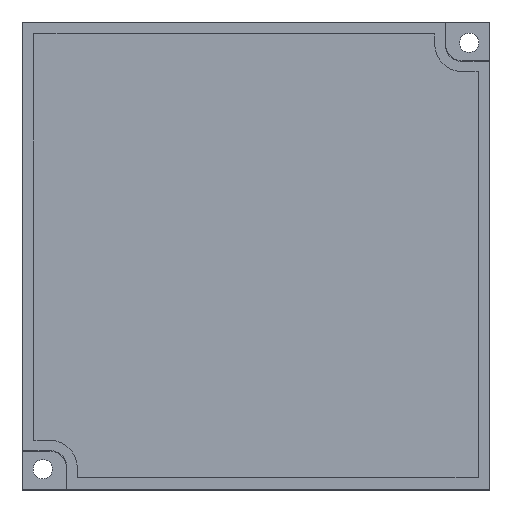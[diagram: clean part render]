
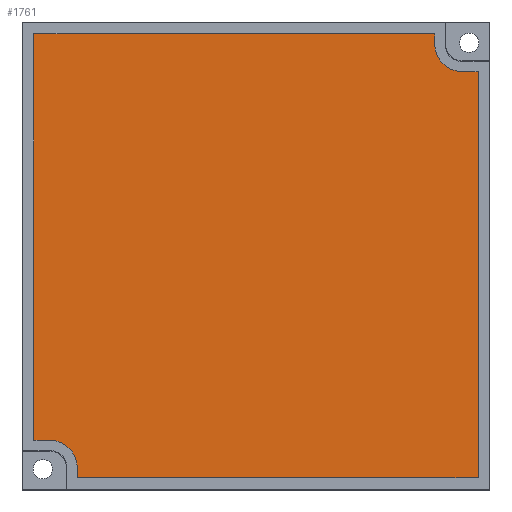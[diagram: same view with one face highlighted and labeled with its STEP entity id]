
A CAD part, top view. The second image highlights one B-rep face of the part: STEP entity #1761.
In plain terms, the highlighted planar face has unit normal (0, 0, 1).
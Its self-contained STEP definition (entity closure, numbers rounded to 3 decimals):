
#452=DIRECTION('',(-1.,0.,0.));
#453=VECTOR('',#452,72.3);
#454=CARTESIAN_POINT('',(32.25,40.05,9.125));
#455=LINE('',#454,#453);
#456=DIRECTION('',(0.,1.,0.));
#457=VECTOR('',#456,2.3);
#458=CARTESIAN_POINT('',(32.25,37.75,9.125));
#459=LINE('',#458,#457);
#460=CARTESIAN_POINT('',(37.273,38.273,9.125));
#461=DIRECTION('',(0.,0.,1.));
#462=DIRECTION('',(-0.995,-0.104,0.));
#463=AXIS2_PLACEMENT_3D('',#460,#461,#462);
#465=DIRECTION('',(-1.,0.,0.));
#466=VECTOR('',#465,3.3);
#467=CARTESIAN_POINT('',(40.05,33.25,9.125));
#468=LINE('',#467,#466);
#469=DIRECTION('',(0.,1.,0.));
#470=VECTOR('',#469,73.3);
#471=CARTESIAN_POINT('',(40.05,-40.05,9.125));
#472=LINE('',#471,#470);
#473=DIRECTION('',(1.,0.,0.));
#474=VECTOR('',#473,72.3);
#475=CARTESIAN_POINT('',(-32.25,-40.05,9.125));
#476=LINE('',#475,#474);
#477=DIRECTION('',(0.,-1.,0.));
#478=VECTOR('',#477,2.3);
#479=CARTESIAN_POINT('',(-32.25,-37.75,9.125));
#480=LINE('',#479,#478);
#481=CARTESIAN_POINT('',(-37.273,-38.273,9.125));
#482=DIRECTION('',(0.,0.,1.));
#483=DIRECTION('',(0.995,0.104,0.));
#484=AXIS2_PLACEMENT_3D('',#481,#482,#483);
#486=DIRECTION('',(1.,0.,0.));
#487=VECTOR('',#486,3.3);
#488=CARTESIAN_POINT('',(-40.05,-33.25,9.125));
#489=LINE('',#488,#487);
#490=DIRECTION('',(0.,-1.,0.));
#491=VECTOR('',#490,73.3);
#492=CARTESIAN_POINT('',(-40.05,40.05,9.125));
#493=LINE('',#492,#491);
#618=CARTESIAN_POINT('',(-40.05,40.05,9.125));
#619=VERTEX_POINT('',#618);
#620=CARTESIAN_POINT('',(-40.05,-33.25,9.125));
#621=VERTEX_POINT('',#620);
#622=CARTESIAN_POINT('',(32.25,40.05,9.125));
#623=VERTEX_POINT('',#622);
#624=CARTESIAN_POINT('',(32.25,37.75,9.125));
#625=VERTEX_POINT('',#624);
#626=CARTESIAN_POINT('',(36.75,33.25,9.125));
#627=VERTEX_POINT('',#626);
#628=CARTESIAN_POINT('',(40.05,33.25,9.125));
#629=VERTEX_POINT('',#628);
#630=CARTESIAN_POINT('',(40.05,-40.05,9.125));
#631=VERTEX_POINT('',#630);
#632=CARTESIAN_POINT('',(-32.25,-40.05,9.125));
#633=VERTEX_POINT('',#632);
#634=CARTESIAN_POINT('',(-32.25,-37.75,9.125));
#635=VERTEX_POINT('',#634);
#636=CARTESIAN_POINT('',(-36.75,-33.25,9.125));
#637=VERTEX_POINT('',#636);
#1744=CARTESIAN_POINT('',(0.,0.,9.125));
#1745=DIRECTION('',(0.,0.,1.));
#1746=DIRECTION('',(-1.,0.,0.));
#1747=AXIS2_PLACEMENT_3D('',#1744,#1745,#1746);
#1748=PLANE('',#1747);
#1749=ORIENTED_EDGE('',*,*,#1518,.F.);
#1750=ORIENTED_EDGE('',*,*,#1544,.F.);
#1751=ORIENTED_EDGE('',*,*,#1571,.T.);
#1752=ORIENTED_EDGE('',*,*,#1596,.F.);
#1753=ORIENTED_EDGE('',*,*,#1622,.F.);
#1754=ORIENTED_EDGE('',*,*,#1648,.F.);
#1755=ORIENTED_EDGE('',*,*,#1674,.F.);
#1756=ORIENTED_EDGE('',*,*,#1701,.T.);
#1757=ORIENTED_EDGE('',*,*,#1725,.F.);
#1758=ORIENTED_EDGE('',*,*,#1491,.F.);
#1759=EDGE_LOOP('',(#1749,#1750,#1751,#1752,#1753,#1754,#1755,#1756,#1757,
#1758));
#1760=FACE_OUTER_BOUND('',#1759,.F.);
#1761=ADVANCED_FACE('',(#1760),#1748,.T.);
#464=CIRCLE('',#463,5.05);
#485=CIRCLE('',#484,5.05);
#1491=EDGE_CURVE('',#619,#621,#493,.T.);
#1518=EDGE_CURVE('',#623,#619,#455,.T.);
#1544=EDGE_CURVE('',#625,#623,#459,.T.);
#1571=EDGE_CURVE('',#625,#627,#464,.T.);
#1596=EDGE_CURVE('',#629,#627,#468,.T.);
#1622=EDGE_CURVE('',#631,#629,#472,.T.);
#1648=EDGE_CURVE('',#633,#631,#476,.T.);
#1674=EDGE_CURVE('',#635,#633,#480,.T.);
#1701=EDGE_CURVE('',#635,#637,#485,.T.);
#1725=EDGE_CURVE('',#621,#637,#489,.T.);
